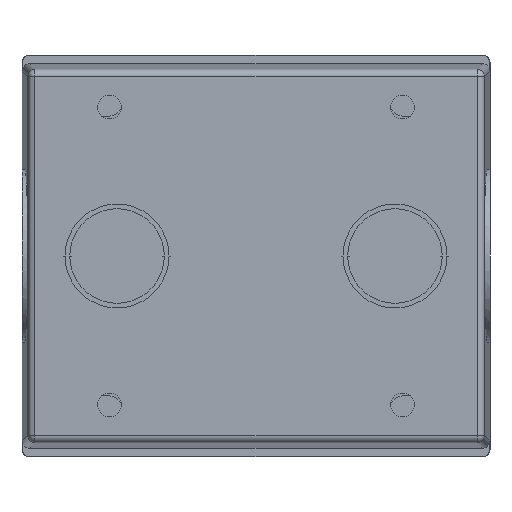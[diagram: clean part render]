
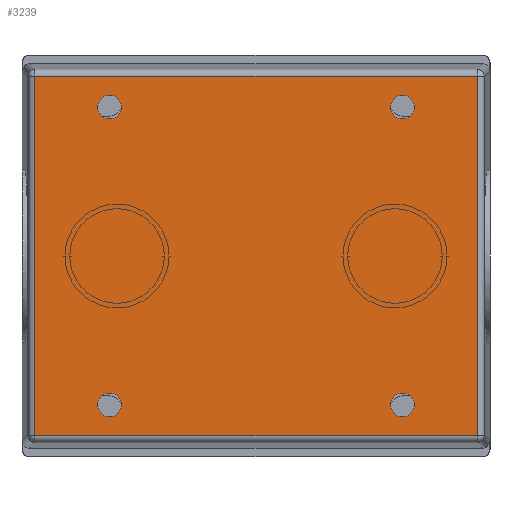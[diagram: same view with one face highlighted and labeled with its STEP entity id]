
A CAD part, front view. The second image highlights one B-rep face of the part: STEP entity #3239.
In plain terms, the highlighted planar face has unit normal (0, -1, 0).
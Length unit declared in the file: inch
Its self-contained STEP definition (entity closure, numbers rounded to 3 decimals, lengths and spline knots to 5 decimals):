
#1=CARTESIAN_POINT('',(1.22047,0.,1.24016));
#2=DIRECTION('',(0.,-1.,0.));
#3=DIRECTION('',(1.,0.,0.));
#4=AXIS2_PLACEMENT_3D('',#1,#2,#3);
#6=CARTESIAN_POINT('',(1.22047,0.,1.24016));
#7=DIRECTION('',(0.,-1.,0.));
#8=DIRECTION('',(-1.,0.,0.));
#9=AXIS2_PLACEMENT_3D('',#6,#7,#8);
#11=CARTESIAN_POINT('',(-1.22047,0.,1.24016));
#12=DIRECTION('',(0.,1.,0.));
#13=DIRECTION('',(-1.,0.,0.));
#14=AXIS2_PLACEMENT_3D('',#11,#12,#13);
#16=CARTESIAN_POINT('',(-1.22047,0.,1.24016));
#17=DIRECTION('',(0.,1.,0.));
#18=DIRECTION('',(1.,0.,0.));
#19=AXIS2_PLACEMENT_3D('',#16,#17,#18);
#21=CARTESIAN_POINT('',(1.22047,0.,-1.24016));
#22=DIRECTION('',(0.,1.,0.));
#23=DIRECTION('',(1.,0.,0.));
#24=AXIS2_PLACEMENT_3D('',#21,#22,#23);
#26=CARTESIAN_POINT('',(1.22047,0.,-1.24016));
#27=DIRECTION('',(0.,1.,0.));
#28=DIRECTION('',(-1.,0.,0.));
#29=AXIS2_PLACEMENT_3D('',#26,#27,#28);
#31=CARTESIAN_POINT('',(-1.22047,0.,-1.24016));
#32=DIRECTION('',(0.,-1.,0.));
#33=DIRECTION('',(-1.,0.,0.));
#34=AXIS2_PLACEMENT_3D('',#31,#32,#33);
#36=CARTESIAN_POINT('',(-1.22047,0.,-1.24016));
#37=DIRECTION('',(0.,-1.,0.));
#38=DIRECTION('',(1.,0.,0.));
#39=AXIS2_PLACEMENT_3D('',#36,#37,#38);
#41=DIRECTION('',(0.,0.,-1.));
#42=VECTOR('',#41,2.99287);
#43=CARTESIAN_POINT('',(1.84092,0.,1.49643));
#44=LINE('',#43,#42);
#64=DIRECTION('',(1.,0.,0.));
#65=VECTOR('',#64,3.68184);
#66=CARTESIAN_POINT('',(-1.84092,0.,1.49643));
#67=LINE('',#66,#65);
#168=DIRECTION('',(-1.,0.,0.));
#169=VECTOR('',#168,3.68184);
#170=CARTESIAN_POINT('',(1.84092,0.,-1.49643));
#171=LINE('',#170,#169);
#2509=DIRECTION('',(0.,0.,1.));
#2510=VECTOR('',#2509,2.99287);
#2511=CARTESIAN_POINT('',(-1.84092,0.,-1.49643));
#2512=LINE('',#2511,#2510);
#2804=CARTESIAN_POINT('',(1.3189,0.,1.24016));
#2805=CARTESIAN_POINT('',(1.12205,0.,1.24016));
#2806=VERTEX_POINT('',#2804);
#2807=VERTEX_POINT('',#2805);
#2820=CARTESIAN_POINT('',(-1.3189,0.,1.24016));
#2821=CARTESIAN_POINT('',(-1.12205,0.,1.24016));
#2822=VERTEX_POINT('',#2820);
#2823=VERTEX_POINT('',#2821);
#2836=CARTESIAN_POINT('',(1.3189,0.,-1.24016));
#2837=CARTESIAN_POINT('',(1.12205,0.,-1.24016));
#2838=VERTEX_POINT('',#2836);
#2839=VERTEX_POINT('',#2837);
#2840=CARTESIAN_POINT('',(-1.3189,0.,-1.24016));
#2841=CARTESIAN_POINT('',(-1.12205,0.,-1.24016));
#2842=VERTEX_POINT('',#2840);
#2843=VERTEX_POINT('',#2841);
#3016=CARTESIAN_POINT('',(-1.84092,0.,1.49643));
#3017=CARTESIAN_POINT('',(1.84092,0.,1.49643));
#3018=VERTEX_POINT('',#3016);
#3019=VERTEX_POINT('',#3017);
#3060=CARTESIAN_POINT('',(1.84092,0.,-1.49643));
#3061=VERTEX_POINT('',#3060);
#3150=CARTESIAN_POINT('',(-1.84092,0.,-1.49643));
#3151=VERTEX_POINT('',#3150);
#3200=CARTESIAN_POINT('',(0.,0.,0.));
#3201=DIRECTION('',(0.,1.,0.));
#3202=DIRECTION('',(-1.,0.,0.));
#3203=AXIS2_PLACEMENT_3D('',#3200,#3201,#3202);
#3204=PLANE('',#3203);
#3206=ORIENTED_EDGE('',*,*,#3205,.T.);
#3208=ORIENTED_EDGE('',*,*,#3207,.T.);
#3210=ORIENTED_EDGE('',*,*,#3209,.T.);
#3212=ORIENTED_EDGE('',*,*,#3211,.T.);
#3213=EDGE_LOOP('',(#3206,#3208,#3210,#3212));
#3214=FACE_OUTER_BOUND('',#3213,.F.);
#3216=ORIENTED_EDGE('',*,*,#3215,.T.);
#3218=ORIENTED_EDGE('',*,*,#3217,.T.);
#3219=EDGE_LOOP('',(#3216,#3218));
#3220=FACE_BOUND('',#3219,.F.);
#3222=ORIENTED_EDGE('',*,*,#3221,.F.);
#3224=ORIENTED_EDGE('',*,*,#3223,.F.);
#3225=EDGE_LOOP('',(#3222,#3224));
#3226=FACE_BOUND('',#3225,.F.);
#3228=ORIENTED_EDGE('',*,*,#3227,.F.);
#3230=ORIENTED_EDGE('',*,*,#3229,.F.);
#3231=EDGE_LOOP('',(#3228,#3230));
#3232=FACE_BOUND('',#3231,.F.);
#3234=ORIENTED_EDGE('',*,*,#3233,.T.);
#3236=ORIENTED_EDGE('',*,*,#3235,.T.);
#3237=EDGE_LOOP('',(#3234,#3236));
#3238=FACE_BOUND('',#3237,.F.);
#3239=ADVANCED_FACE('',(#3214,#3220,#3226,#3232,#3238),#3204,.F.);
#5=CIRCLE('',#4,0.09843);
#10=CIRCLE('',#9,0.09843);
#15=CIRCLE('',#14,0.09843);
#20=CIRCLE('',#19,0.09843);
#25=CIRCLE('',#24,0.09843);
#30=CIRCLE('',#29,0.09843);
#35=CIRCLE('',#34,0.09843);
#40=CIRCLE('',#39,0.09843);
#3205=EDGE_CURVE('',#3019,#3061,#44,.T.);
#3207=EDGE_CURVE('',#3061,#3151,#171,.T.);
#3209=EDGE_CURVE('',#3151,#3018,#2512,.T.);
#3211=EDGE_CURVE('',#3018,#3019,#67,.T.);
#3215=EDGE_CURVE('',#2806,#2807,#5,.T.);
#3217=EDGE_CURVE('',#2807,#2806,#10,.T.);
#3221=EDGE_CURVE('',#2822,#2823,#15,.T.);
#3223=EDGE_CURVE('',#2823,#2822,#20,.T.);
#3227=EDGE_CURVE('',#2838,#2839,#25,.T.);
#3229=EDGE_CURVE('',#2839,#2838,#30,.T.);
#3233=EDGE_CURVE('',#2842,#2843,#35,.T.);
#3235=EDGE_CURVE('',#2843,#2842,#40,.T.);
